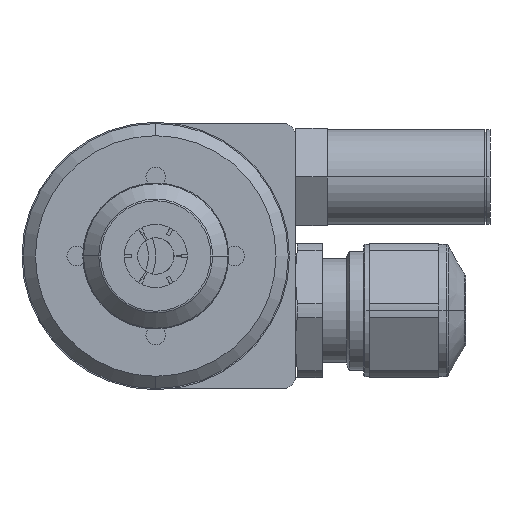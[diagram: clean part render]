
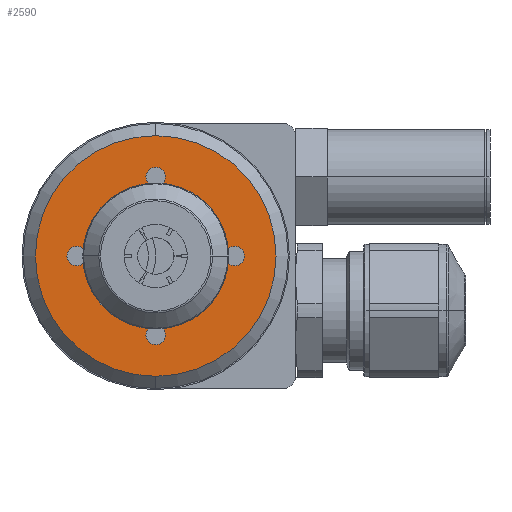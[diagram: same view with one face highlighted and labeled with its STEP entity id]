
A CAD part, left-side view. The second image highlights one B-rep face of the part: STEP entity #2590.
In plain terms, the highlighted planar face has unit normal (-1, 0, 0).
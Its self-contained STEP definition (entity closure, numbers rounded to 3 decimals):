
#2401 = EDGE_CURVE ( 'NONE', #2512, #2618, #6966, .T. ) ;
#2405 = EDGE_CURVE ( 'NONE', #2603, #2610, #6961, .T. ) ;
#2415 = ORIENTED_EDGE ( 'NONE', *, *, #2417, .F. ) ;
#2417 = EDGE_CURVE ( 'NONE', #2596, #2600, #6906, .T. ) ;
#2422 = EDGE_CURVE ( 'NONE', #2532, #2605, #6838, .T. ) ;
#2436 = ORIENTED_EDGE ( 'NONE', *, *, #2516, .F. ) ;
#2437 = EDGE_LOOP ( 'NONE', ( #2591, #2595 ) ) ;
#2438 = ORIENTED_EDGE ( 'NONE', *, *, #2401, .F. ) ;
#2439 = ORIENTED_EDGE ( 'NONE', *, *, #2604, .F. ) ;
#2440 = VERTEX_POINT ( 'NONE', #7020 ) ;
#2441 = EDGE_LOOP ( 'NONE', ( #2443, #2447 ) ) ;
#2443 = ORIENTED_EDGE ( 'NONE', *, *, #2446, .F. ) ;
#2444 = VERTEX_POINT ( 'NONE', #6904 ) ;
#2445 = EDGE_CURVE ( 'NONE', #2444, #2440, #7017, .T. ) ;
#2446 = EDGE_CURVE ( 'NONE', #2440, #2444, #7019, .T. ) ;
#2447 = ORIENTED_EDGE ( 'NONE', *, *, #2445, .F. ) ;
#2450 = ORIENTED_EDGE ( 'NONE', *, *, #2405, .F. ) ;
#2451 = EDGE_LOOP ( 'NONE', ( #2450, #2439 ) ) ;
#2452 = EDGE_LOOP ( 'NONE', ( #2592, #2588 ) ) ;
#2512 = VERTEX_POINT ( 'NONE', #7118 ) ;
#2516 = EDGE_CURVE ( 'NONE', #2618, #2512, #7106, .T. ) ;
#2532 = VERTEX_POINT ( 'NONE', #7220 ) ;
#2585 = EDGE_LOOP ( 'NONE', ( #2415, #2593 ) ) ;
#2587 = EDGE_LOOP ( 'NONE', ( #2438, #2436 ) ) ;
#2588 = ORIENTED_EDGE ( 'NONE', *, *, #2654, .T. ) ;
#2590 = ADVANCED_FACE ( 'NONE', ( #7158, #7152, #7151, #7140, #7154, #7191 ), #7241, .F. ) ;
#2591 = ORIENTED_EDGE ( 'NONE', *, *, #2422, .F. ) ;
#2592 = ORIENTED_EDGE ( 'NONE', *, *, #2594, .T. ) ;
#2593 = ORIENTED_EDGE ( 'NONE', *, *, #2599, .F. ) ;
#2594 = EDGE_CURVE ( 'NONE', #2629, #2685, #7186, .T. ) ;
#2595 = ORIENTED_EDGE ( 'NONE', *, *, #2664, .F. ) ;
#2596 = VERTEX_POINT ( 'NONE', #7187 ) ;
#2599 = EDGE_CURVE ( 'NONE', #2600, #2596, #7172, .T. ) ;
#2600 = VERTEX_POINT ( 'NONE', #7174 ) ;
#2603 = VERTEX_POINT ( 'NONE', #7090 ) ;
#2604 = EDGE_CURVE ( 'NONE', #2610, #2603, #7179, .T. ) ;
#2605 = VERTEX_POINT ( 'NONE', #7180 ) ;
#2610 = VERTEX_POINT ( 'NONE', #7075 ) ;
#2618 = VERTEX_POINT ( 'NONE', #7268 ) ;
#2629 = VERTEX_POINT ( 'NONE', #7411 ) ;
#2654 = EDGE_CURVE ( 'NONE', #2685, #2629, #7344, .T. ) ;
#2664 = EDGE_CURVE ( 'NONE', #2605, #2532, #7348, .T. ) ;
#2685 = VERTEX_POINT ( 'NONE', #7295 ) ;
#6823 = DIRECTION ( 'NONE',  ( 0., 0., 1. ) ) ;
#6824 = DIRECTION ( 'NONE',  ( -1., 0., 0. ) ) ;
#6825 = AXIS2_PLACEMENT_3D ( 'NONE', #6965, #6824, #6823 ) ;
#6834 = DIRECTION ( 'NONE',  ( 0., 0., 1. ) ) ;
#6835 = AXIS2_PLACEMENT_3D ( 'NONE', #6891, #6840, #6834 ) ;
#6838 = CIRCLE ( 'NONE', #6835, 0.8 ) ;
#6840 = DIRECTION ( 'NONE',  ( -1., 0., 0. ) ) ;
#6888 = DIRECTION ( 'NONE',  ( 0., 0., 1. ) ) ;
#6889 = DIRECTION ( 'NONE',  ( -1., 0., 0. ) ) ;
#6890 = AXIS2_PLACEMENT_3D ( 'NONE', #6903, #6889, #6888 ) ;
#6891 = CARTESIAN_POINT ( 'NONE',  ( -73.4, -6.5, 0. ) ) ;
#6903 = CARTESIAN_POINT ( 'NONE',  ( -73.4, 0., -6.5 ) ) ;
#6904 = CARTESIAN_POINT ( 'NONE',  ( -73.4, 0., -4.625 ) ) ;
#6906 = CIRCLE ( 'NONE', #6890, 0.8 ) ;
#6917 = DIRECTION ( 'NONE',  ( 0., 0., 1. ) ) ;
#6918 = DIRECTION ( 'NONE',  ( -1., 0., 0. ) ) ;
#6919 = CARTESIAN_POINT ( 'NONE',  ( -73.4, 6.5, 0. ) ) ;
#6945 = DIRECTION ( 'NONE',  ( 0., 0., 1. ) ) ;
#6946 = DIRECTION ( 'NONE',  ( -1., 0., 0. ) ) ;
#6949 = AXIS2_PLACEMENT_3D ( 'NONE', #7023, #6946, #6945 ) ;
#6950 = DIRECTION ( 'NONE',  ( 0., 0., 1. ) ) ;
#6951 = DIRECTION ( 'NONE',  ( -1., 0., 0. ) ) ;
#6952 = CARTESIAN_POINT ( 'NONE',  ( -73.4, 0., 0. ) ) ;
#6953 = AXIS2_PLACEMENT_3D ( 'NONE', #6919, #6918, #6917 ) ;
#6961 = CIRCLE ( 'NONE', #6953, 0.8 ) ;
#6965 = CARTESIAN_POINT ( 'NONE',  ( -73.4, 0., 6.5 ) ) ;
#6966 = CIRCLE ( 'NONE', #6825, 0.8 ) ;
#7016 = AXIS2_PLACEMENT_3D ( 'NONE', #6952, #6951, #6950 ) ;
#7017 = CIRCLE ( 'NONE', #7016, 4.625 ) ;
#7019 = CIRCLE ( 'NONE', #6949, 4.625 ) ;
#7020 = CARTESIAN_POINT ( 'NONE',  ( -73.4, 0., 4.625 ) ) ;
#7023 = CARTESIAN_POINT ( 'NONE',  ( -73.4, 0., 0. ) ) ;
#7075 = CARTESIAN_POINT ( 'NONE',  ( -73.4, 6.5, -0.8 ) ) ;
#7080 = DIRECTION ( 'NONE',  ( 0., 0., 1. ) ) ;
#7081 = DIRECTION ( 'NONE',  ( -1., 0., 0. ) ) ;
#7085 = AXIS2_PLACEMENT_3D ( 'NONE', #7089, #7081, #7080 ) ;
#7089 = CARTESIAN_POINT ( 'NONE',  ( -73.4, 6.5, 0. ) ) ;
#7090 = CARTESIAN_POINT ( 'NONE',  ( -73.4, 6.5, 0.8 ) ) ;
#7092 = DIRECTION ( 'NONE',  ( 0., 0., 1. ) ) ;
#7093 = DIRECTION ( 'NONE',  ( -1., 0., 0. ) ) ;
#7103 = DIRECTION ( 'NONE',  ( 0., 0., 1. ) ) ;
#7104 = DIRECTION ( 'NONE',  ( -1., 0., 0. ) ) ;
#7105 = AXIS2_PLACEMENT_3D ( 'NONE', #7112, #7104, #7103 ) ;
#7106 = CIRCLE ( 'NONE', #7105, 0.8 ) ;
#7112 = CARTESIAN_POINT ( 'NONE',  ( -73.4, 0., 6.5 ) ) ;
#7118 = CARTESIAN_POINT ( 'NONE',  ( -73.4, 0., 7.3 ) ) ;
#7140 = FACE_BOUND ( 'NONE', #2587, .T. ) ;
#7151 = FACE_BOUND ( 'NONE', #2437, .T. ) ;
#7152 = FACE_BOUND ( 'NONE', #2585, .T. ) ;
#7153 = CARTESIAN_POINT ( 'NONE',  ( -73.4, 10.9, 0. ) ) ;
#7154 = FACE_BOUND ( 'NONE', #2451, .T. ) ;
#7158 = FACE_OUTER_BOUND ( 'NONE', #2452, .T. ) ;
#7172 = CIRCLE ( 'NONE', #7184, 0.8 ) ;
#7174 = CARTESIAN_POINT ( 'NONE',  ( -73.4, 0., -7.3 ) ) ;
#7179 = CIRCLE ( 'NONE', #7085, 0.8 ) ;
#7180 = CARTESIAN_POINT ( 'NONE',  ( -73.4, -6.5, -0.8 ) ) ;
#7181 = DIRECTION ( 'NONE',  ( 0., 0., -1. ) ) ;
#7182 = DIRECTION ( 'NONE',  ( -1., 0., 0. ) ) ;
#7183 = AXIS2_PLACEMENT_3D ( 'NONE', #7190, #7182, #7181 ) ;
#7184 = AXIS2_PLACEMENT_3D ( 'NONE', #7185, #7093, #7092 ) ;
#7185 = CARTESIAN_POINT ( 'NONE',  ( -73.4, 0., -6.5 ) ) ;
#7186 = CIRCLE ( 'NONE', #7183, 9.9 ) ;
#7187 = CARTESIAN_POINT ( 'NONE',  ( -73.4, 0., -5.7 ) ) ;
#7190 = CARTESIAN_POINT ( 'NONE',  ( -73.4, 0., 0. ) ) ;
#7191 = FACE_BOUND ( 'NONE', #2441, .T. ) ;
#7192 = AXIS2_PLACEMENT_3D ( 'NONE', #7153, #7238, #7237 ) ;
#7220 = CARTESIAN_POINT ( 'NONE',  ( -73.4, -6.5, 0.8 ) ) ;
#7237 = DIRECTION ( 'NONE',  ( 0., 0., -1. ) ) ;
#7238 = DIRECTION ( 'NONE',  ( 1., 0., 0. ) ) ;
#7241 = PLANE ( 'NONE',  #7192 ) ;
#7268 = CARTESIAN_POINT ( 'NONE',  ( -73.4, 0., 5.7 ) ) ;
#7295 = CARTESIAN_POINT ( 'NONE',  ( -73.4, 0., 9.9 ) ) ;
#7331 = DIRECTION ( 'NONE',  ( 0., 0., -1. ) ) ;
#7332 = DIRECTION ( 'NONE',  ( -1., 0., 0. ) ) ;
#7333 = CARTESIAN_POINT ( 'NONE',  ( -73.4, 0., 0. ) ) ;
#7334 = CARTESIAN_POINT ( 'NONE',  ( -73.4, -6.5, 0. ) ) ;
#7343 = AXIS2_PLACEMENT_3D ( 'NONE', #7333, #7332, #7331 ) ;
#7344 = CIRCLE ( 'NONE', #7343, 9.9 ) ;
#7348 = CIRCLE ( 'NONE', #7400, 0.8 ) ;
#7398 = DIRECTION ( 'NONE',  ( 0., 0., 1. ) ) ;
#7399 = DIRECTION ( 'NONE',  ( -1., 0., 0. ) ) ;
#7400 = AXIS2_PLACEMENT_3D ( 'NONE', #7334, #7399, #7398 ) ;
#7411 = CARTESIAN_POINT ( 'NONE',  ( -73.4, 0., -9.9 ) ) ;
